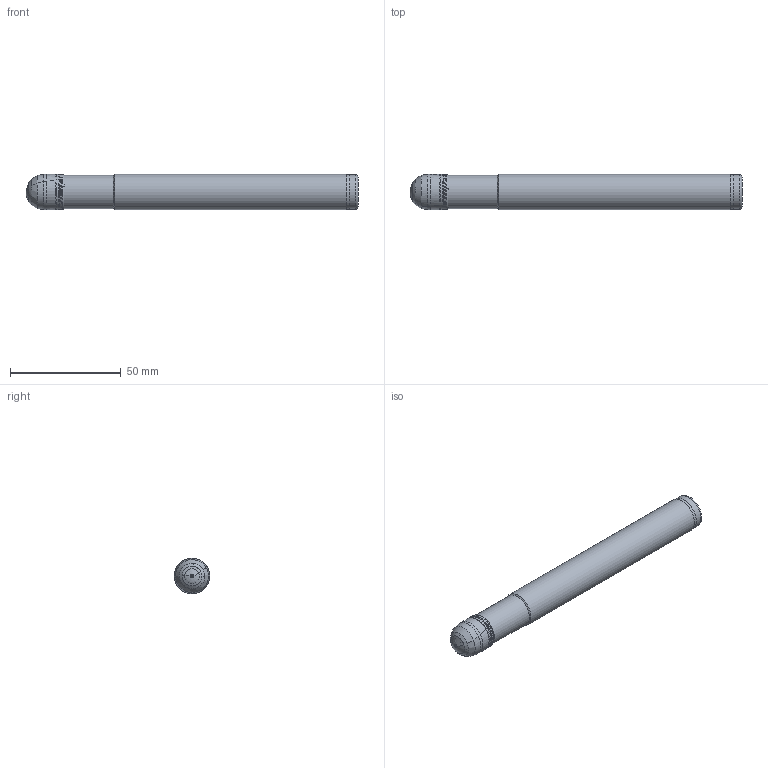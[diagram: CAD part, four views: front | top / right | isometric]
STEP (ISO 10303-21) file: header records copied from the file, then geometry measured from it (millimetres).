
FILE_DESCRIPTION(/* description */ (''),/* implementation_level */ '2;1');
FILE_NAME(/* name */ 'APMR-XP16-D16-C16-L150.stp',/* time_stamp */ '2023-10-02T13:09:24+03:00',/* author */ (''),/* organization */ (''),/* preprocessor_version */ 'ST-DEVELOPER v19.4',/* originating_system */ 'SIEMENS PLM Software NX2306.5001',/* authorisation */ '');
FILE_SCHEMA (('AUTOMOTIVE_DESIGN { 1 0 10303 214 3 1 1 1 }'));
Length unit declared in the file: millimetre
Products named in the file (1): APMR-XP16-D16-C16-L150-LIGHT_x_t_objects
Bounding box: 150.04 x 16 x 16 mm (x, y, z)
Volume: 31035 mm3; surface area: 8688.8 mm2
Topology: 2 solids, 2 shells, 67 faces, 145 edges, 80 vertices
Faces by surface type: bspline 56, cone 4, cylinder 3, plane 2, sphere 1, torus 1
Full cylindrical faces by diameter (mm): 15 x1, 15.5 x1, 16 x1
Entity records: 3581 total; most frequent: CARTESIAN_POINT 2421, ORIENTED_EDGE 272, DIRECTION 184, EDGE_CURVE 136, AXIS2_PLACEMENT_3D 86, VERTEX_POINT 80, EDGE_LOOP 76, CIRCLE 68
